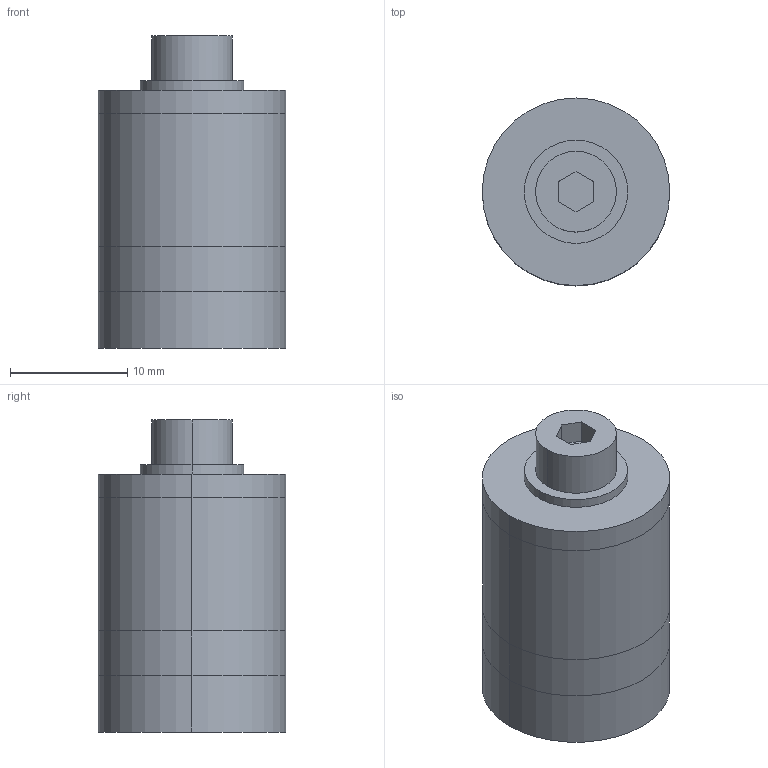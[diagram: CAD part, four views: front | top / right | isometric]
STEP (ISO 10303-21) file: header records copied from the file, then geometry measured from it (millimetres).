
FILE_DESCRIPTION(('CATIA V5 STEP Exchange','CAx-IF Rec.Pracs.--- Composite Materials ---3.4---2017-06-13'),'2;1');
FILE_NAME('Prueba.stp','2025-07-11T10:59:05+00:00',('none'),('none'),'CATIA Version 5-6 Release 2022 SP3','CATIA V5 STEP AP203 v2','none');
FILE_SCHEMA(('CONFIG_CONTROL_DESIGN'));
Length unit declared in the file: millimetre
Products named in the file (2): Union_Apex; Product1
Assembly tree (10 placements, depth 3):
  Union_Apex
    #57
    #543
    #855
    #5367
    #12232
    #12401
    Product1
      #12578
      #17777
    #18326
Bounding box: 16 x 16 x 26.62 mm (x, y, z)
Volume: 4432.2 mm3; surface area: 4393.9 mm2
Topology: 12 solids, 12 shells, 432 faces, 868 edges, 460 vertices
Faces by surface type: bspline 362, plane 42, cylinder 26, cone 2
Entity records: 18155 total; most frequent: CARTESIAN_POINT 11956, ORIENTED_EDGE 1736, EDGE_CURVE 868, B_SPLINE_CURVE_WITH_KNOTS 620, VERTEX_POINT 460, EDGE_LOOP 444, ADVANCED_FACE 432, FACE_OUTER_BOUND 432
